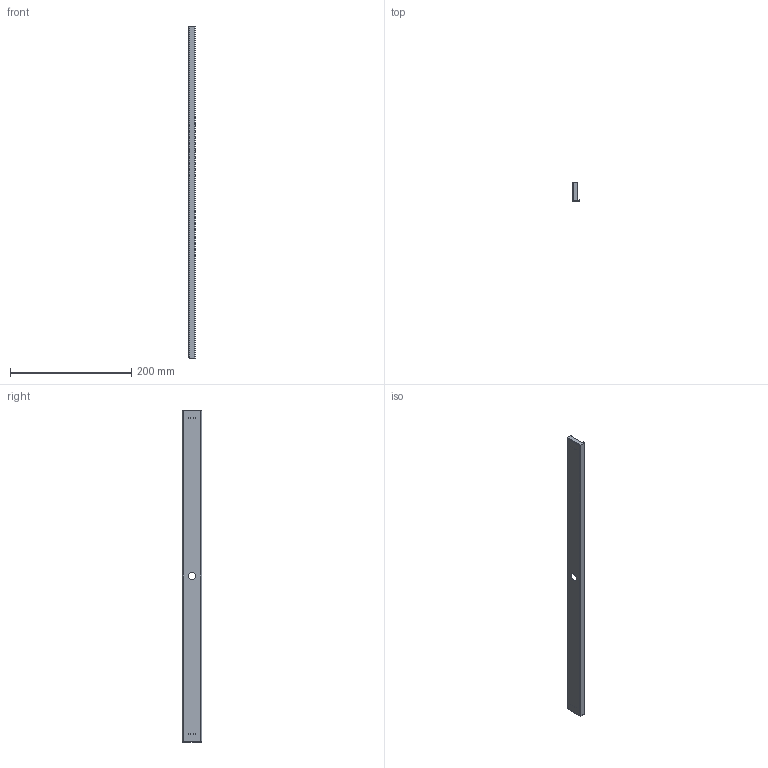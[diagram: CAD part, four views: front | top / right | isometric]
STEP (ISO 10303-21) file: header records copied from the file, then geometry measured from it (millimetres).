
FILE_DESCRIPTION(('produced by SPATIAL CORP'),'2;1');
FILE_NAME( 'part_12.prt.hh.sat.stp','2002-04-19T13:19:23+00:00',('SPATIAL CORP'),('SPATIAL CORP'), 'ACIS STEP Husk','http://www.spatial.com','SPATIAL CORP');
FILE_SCHEMA(('CONFIG_CONTROL_DESIGN'));
Length unit declared in the file: millimetre
Products named in the file (1): PRODUCT_ID_1
Bounding box: 11.43 x 31.75 x 548.64 mm (x, y, z)
Volume: 19310.8 mm3; surface area: 61656.6 mm2
Topology: 1 solids, 1 shells, 64 faces, 154 edges, 92 vertices
Faces by surface type: plane 42, cylinder 14, bspline 8
Entity records: 2339 total; most frequent: CARTESIAN_POINT 830, ORIENTED_EDGE 308, DIRECTION 262, EDGE_CURVE 154, VECTOR 126, LINE 126, VERTEX_POINT 92, EDGE_LOOP 74
